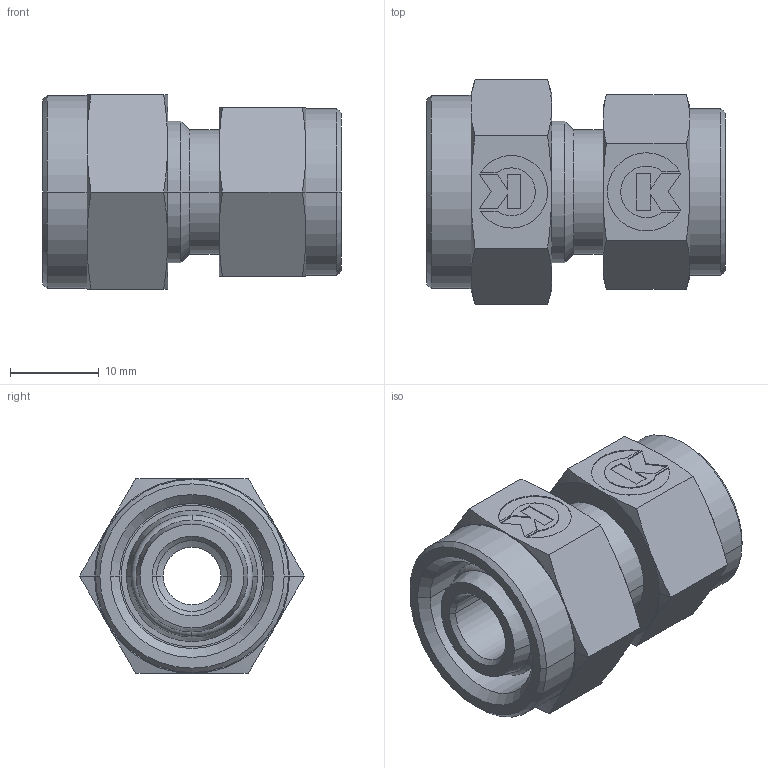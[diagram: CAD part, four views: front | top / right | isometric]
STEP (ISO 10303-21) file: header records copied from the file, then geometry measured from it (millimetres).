
FILE_DESCRIPTION( ( '' ), '1' );
FILE_NAME( '31671012.stp', '2012-08-13T11:03:07', ( '' ), ( '' ), ' ', ' ', ' ' );
FILE_SCHEMA( ( 'CONFIG_CONTROL_DESIGN' ) );
Length unit declared in the file: millimetre
Products named in the file (3): 1; 2; 3
Bounding box: 33.7 x 25.4 x 22 mm (x, y, z)
Volume: 8272.7 mm3; surface area: 6640.6 mm2
Topology: 3 solids, 3 shells, 196 faces, 456 edges, 284 vertices
Faces by surface type: plane 88, cone 60, cylinder 36, torus 12
Entity records: 5644 total; most frequent: CARTESIAN_POINT 1035, DIRECTION 974, ORIENTED_EDGE 912, EDGE_CURVE 456, AXIS2_PLACEMENT_3D 367, VERTEX_POINT 284, LINE 240, VECTOR 240
